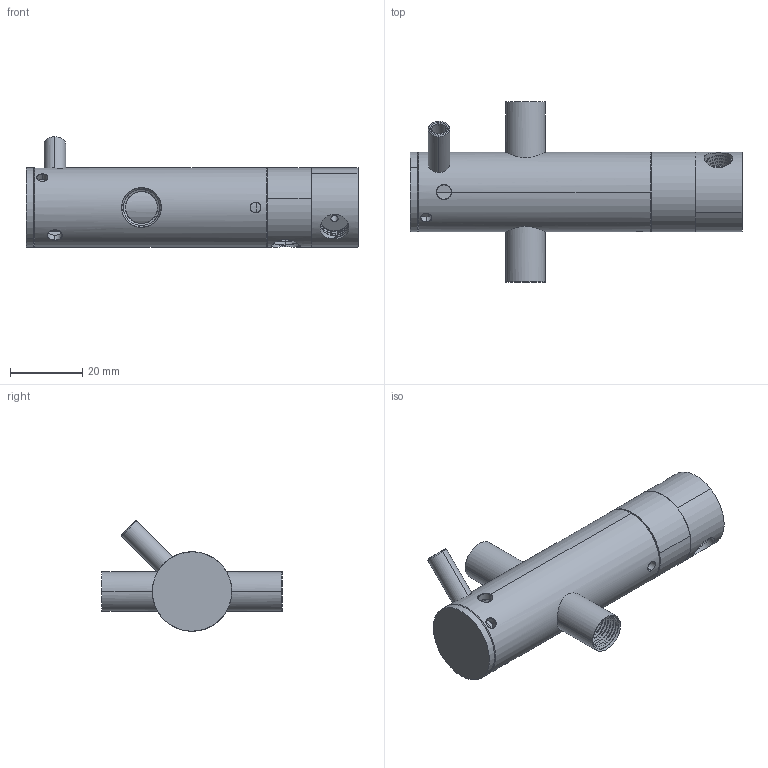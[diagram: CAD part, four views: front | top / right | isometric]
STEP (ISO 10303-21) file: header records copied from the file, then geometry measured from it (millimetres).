
FILE_DESCRIPTION (( 'STEP AP203' ), '1' );
FILE_NAME ('Assemblage.STEP', '2023-01-05T13:29:22', ( '' ), ( '' ), 'SwSTEP 2.0', 'SolidWorks 2020', '' );
FILE_SCHEMA (( 'CONFIG_CONTROL_DESIGN' ));
Length unit declared in the file: millimetre
Products named in the file (6): Capteur_brul; Bas_brul2; Brul_sistec_modif; Bas_brul1; Assemblage; HAUT
Assembly tree (6 placements, depth 2):
  Assemblage
    Brul_sistec_modif
    Bas_brul1
    Bas_brul2
    HAUT
    Capteur_brul  x2
Bounding box: 92 x 49.95 x 30.59 mm (x, y, z)
Volume: 20325.2 mm3; surface area: 20365.1 mm2
Topology: 6 solids, 6 shells, 295 faces, 755 edges, 483 vertices
Faces by surface type: cylinder 176, plane 44, cone 36, bspline 35, torus 4
Entity records: 22698 total; most frequent: CARTESIAN_POINT 15973, ORIENTED_EDGE 1462, DIRECTION 1067, EDGE_CURVE 731, VERTEX_POINT 467, AXIS2_PLACEMENT_3D 403, EDGE_LOOP 322, ADVANCED_FACE 285
